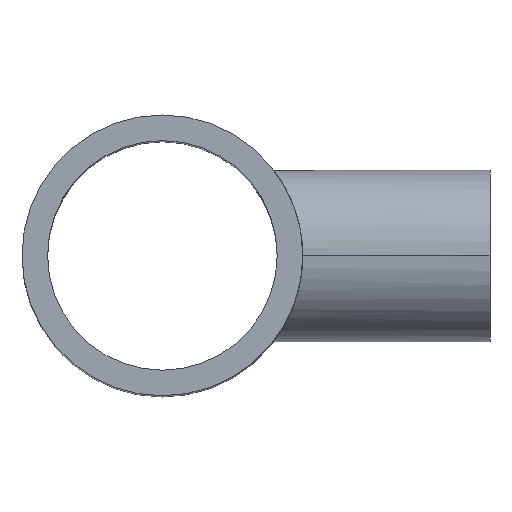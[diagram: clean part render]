
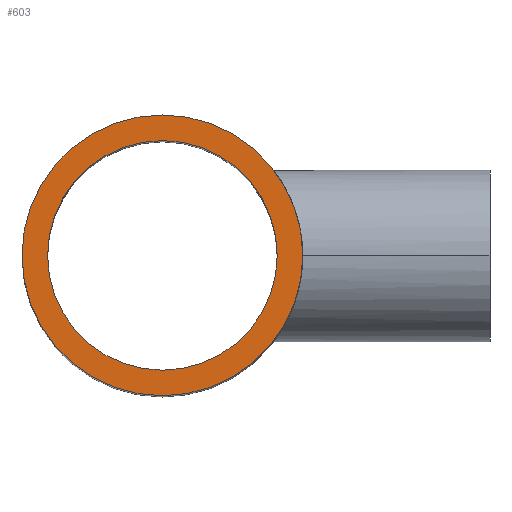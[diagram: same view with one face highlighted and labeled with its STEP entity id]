
A CAD part, top view. The second image highlights one B-rep face of the part: STEP entity #603.
In plain terms, the highlighted planar face has unit normal (0, 0, 1).
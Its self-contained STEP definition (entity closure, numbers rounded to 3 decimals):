
#1 = DIRECTION ( 'NONE',  ( 0., 0., 1. ) ) ;
#5 = CARTESIAN_POINT ( 'NONE',  ( 73.6, 0., 229. ) ) ;
#11 = ORIENTED_EDGE ( 'NONE', *, *, #408, .T. ) ;
#22 = CIRCLE ( 'NONE', #590, 73.6 ) ;
#24 = DIRECTION ( 'NONE',  ( 0., 0., 1. ) ) ;
#62 = ORIENTED_EDGE ( 'NONE', *, *, #490, .F. ) ;
#72 = AXIS2_PLACEMENT_3D ( 'NONE', #274, #113, #158 ) ;
#101 = DIRECTION ( 'NONE',  ( 1., 0., 0. ) ) ;
#103 = DIRECTION ( 'NONE',  ( 0., 0., 1. ) ) ;
#112 = VERTEX_POINT ( 'NONE', #633 ) ;
#113 = DIRECTION ( 'NONE',  ( 0., 0., 1. ) ) ;
#158 = DIRECTION ( 'NONE',  ( 1., 0., 0. ) ) ;
#163 = CARTESIAN_POINT ( 'NONE',  ( 90., 0., 229. ) ) ;
#169 = VERTEX_POINT ( 'NONE', #163 ) ;
#174 = PLANE ( 'NONE',  #662 ) ;
#179 = CIRCLE ( 'NONE', #496, 90. ) ;
#202 = CARTESIAN_POINT ( 'NONE',  ( 0., 0., 229. ) ) ;
#213 = FACE_OUTER_BOUND ( 'NONE', #325, .T. ) ;
#220 = ORIENTED_EDGE ( 'NONE', *, *, #532, .F. ) ;
#255 = CARTESIAN_POINT ( 'NONE',  ( -90., 0., 229. ) ) ;
#273 = ORIENTED_EDGE ( 'NONE', *, *, #625, .T. ) ;
#274 = CARTESIAN_POINT ( 'NONE',  ( 0., 0., 229. ) ) ;
#317 = DIRECTION ( 'NONE',  ( 1., 0., 0. ) ) ;
#325 = EDGE_LOOP ( 'NONE', ( #273, #11 ) ) ;
#344 = AXIS2_PLACEMENT_3D ( 'NONE', #620, #103, #317 ) ;
#369 = VERTEX_POINT ( 'NONE', #255 ) ;
#378 = CIRCLE ( 'NONE', #344, 73.6 ) ;
#383 = EDGE_LOOP ( 'NONE', ( #62, #220 ) ) ;
#408 = EDGE_CURVE ( 'NONE', #169, #369, #179, .T. ) ;
#410 = DIRECTION ( 'NONE',  ( 1., 0., 0. ) ) ;
#418 = DIRECTION ( 'NONE',  ( 0., 0., 1. ) ) ;
#461 = CARTESIAN_POINT ( 'NONE',  ( 0., 0., 229. ) ) ;
#477 = DIRECTION ( 'NONE',  ( 1., 0., 0. ) ) ;
#489 = FACE_BOUND ( 'NONE', #383, .T. ) ;
#490 = EDGE_CURVE ( 'NONE', #112, #542, #22, .T. ) ;
#496 = AXIS2_PLACEMENT_3D ( 'NONE', #461, #1, #101 ) ;
#532 = EDGE_CURVE ( 'NONE', #542, #112, #378, .T. ) ;
#542 = VERTEX_POINT ( 'NONE', #5 ) ;
#567 = CIRCLE ( 'NONE', #72, 90. ) ;
#585 = CARTESIAN_POINT ( 'NONE',  ( 0., 0., 229. ) ) ;
#590 = AXIS2_PLACEMENT_3D ( 'NONE', #202, #418, #410 ) ;
#603 = ADVANCED_FACE ( 'NONE', ( #213, #489 ), #174, .T. ) ;
#620 = CARTESIAN_POINT ( 'NONE',  ( 0., 0., 229. ) ) ;
#625 = EDGE_CURVE ( 'NONE', #369, #169, #567, .T. ) ;
#633 = CARTESIAN_POINT ( 'NONE',  ( -73.6, 0., 229. ) ) ;
#662 = AXIS2_PLACEMENT_3D ( 'NONE', #585, #24, #477 ) ;
